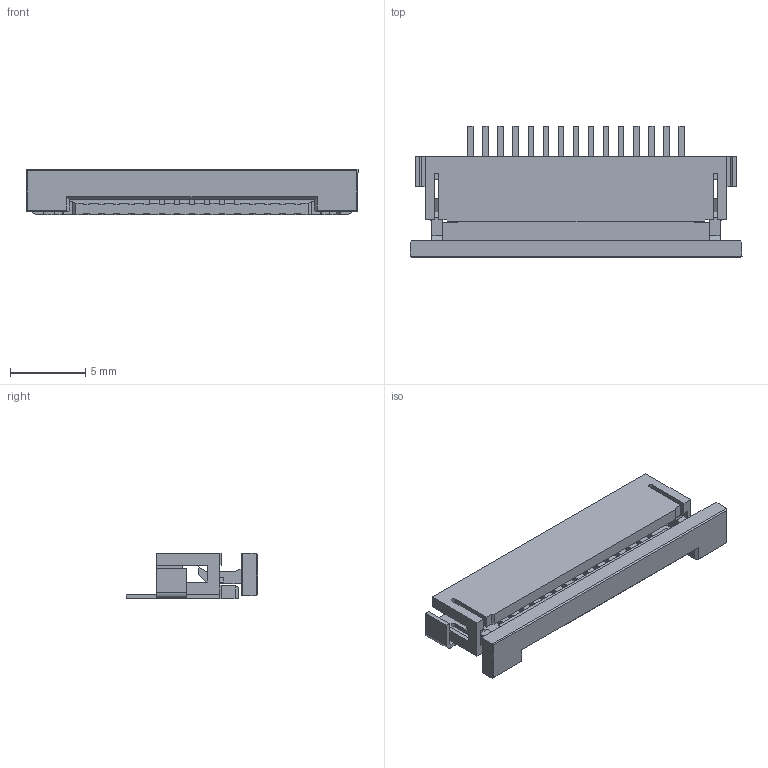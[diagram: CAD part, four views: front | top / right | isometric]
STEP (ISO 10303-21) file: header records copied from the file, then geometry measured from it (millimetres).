
FILE_DESCRIPTION(/* description */ (''),/* implementation_level */ '2;1');
FILE_NAME(/* name */ 'Con-1-84952-5 v2.step',/* time_stamp */ '2021-05-07T00:15:18+02:00',/* author */ (''),/* organization */ (''),/* preprocessor_version */ 'ST-DEVELOPER v18.1',/* originating_system */ 'Autodesk Translation Framework v10.6.0.1341',/* authorisation */ '');
FILE_SCHEMA (('AUTOMOTIVE_DESIGN { 1 0 10303 214 3 1 1 }'));
Length unit declared in the file: millimetre
Products named in the file (6): Con-1-84952-5; Board; Open CASCADE STEP translator 6.8 1.1.1; Free-Models; 52271-1579; 52271-1579 (1)
Assembly tree (5 placements, depth 3):
  Con-1-84952-5
    Board
      Open CASCADE STEP translator 6.8 1.1.1
    Free-Models
      52271-1579
      52271-1579 (1)
Bounding box: 22 x 8.7 x 3 mm (x, y, z)
Volume: 247.8 mm3; surface area: 981.6 mm2
Topology: 1 solids, 1 shells, 548 faces, 1792 edges, 1176 vertices
Faces by surface type: plane 540, cylinder 8
Entity records: 19569 total; most frequent: ORIENTED_EDGE 3584, CARTESIAN_POINT 3527, DIRECTION 2926, EDGE_CURVE 1792, LINE 1776, VECTOR 1776, VERTEX_POINT 1176, EDGE_LOOP 580
